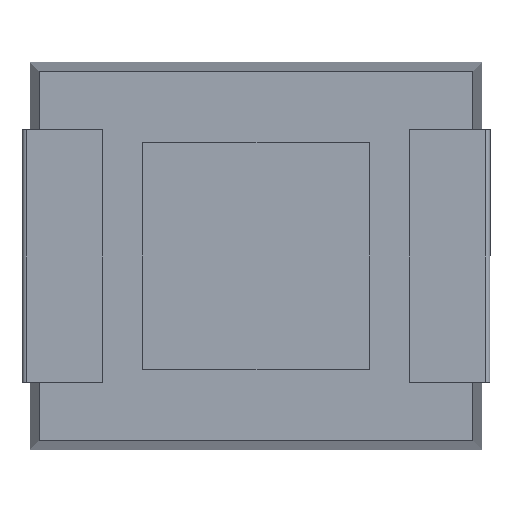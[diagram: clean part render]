
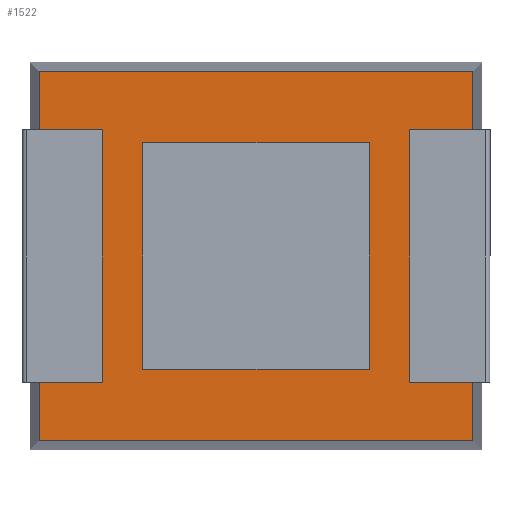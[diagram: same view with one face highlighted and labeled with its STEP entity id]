
A CAD part, front view. The second image highlights one B-rep face of the part: STEP entity #1522.
In plain terms, the highlighted planar face has unit normal (0, -1, 0).
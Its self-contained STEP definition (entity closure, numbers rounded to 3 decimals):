
#9 = CARTESIAN_POINT ( 'NONE',  ( -0.551, 2.141, 6.475 ) ) ;
#23 = CARTESIAN_POINT ( 'NONE',  ( 1.126, 2.141, 5.165 ) ) ;
#85 = DIRECTION ( 'NONE',  ( 1., 0., 0. ) ) ;
#94 = DIRECTION ( 'NONE',  ( 0., 0., -1. ) ) ;
#114 = PLANE ( 'NONE',  #996 ) ;
#118 = LINE ( 'NONE', #9, #373 ) ;
#127 = ORIENTED_EDGE ( 'NONE', *, *, #330, .F. ) ;
#131 = EDGE_CURVE ( 'NONE', #860, #1789, #1508, .T. ) ;
#180 = CARTESIAN_POINT ( 'NONE',  ( -0.704, 2.141, 6.475 ) ) ;
#192 = CARTESIAN_POINT ( 'NONE',  ( 4.806, 2.141, 5.165 ) ) ;
#222 = ORIENTED_EDGE ( 'NONE', *, *, #257, .F. ) ;
#257 = EDGE_CURVE ( 'NONE', #1382, #743, #118, .T. ) ;
#259 = LINE ( 'NONE', #1626, #1891 ) ;
#268 = ORIENTED_EDGE ( 'NONE', *, *, #131, .F. ) ;
#294 = DIRECTION ( 'NONE',  ( 0., 0., -1. ) ) ;
#330 = EDGE_CURVE ( 'NONE', #1789, #1554, #259, .T. ) ;
#360 = VERTEX_POINT ( 'NONE', #1180 ) ;
#362 = ORIENTED_EDGE ( 'NONE', *, *, #820, .F. ) ;
#373 = VECTOR ( 'NONE', #800, 1000. ) ;
#427 = FACE_BOUND ( 'NONE', #690, .T. ) ;
#432 = EDGE_CURVE ( 'NONE', #1554, #748, #552, .T. ) ;
#452 = CARTESIAN_POINT ( 'NONE',  ( 6.483, 2.141, 0.328 ) ) ;
#486 = EDGE_CURVE ( 'NONE', #743, #360, #1257, .T. ) ;
#497 = CARTESIAN_POINT ( 'NONE',  ( -0.551, 2.141, 6.322 ) ) ;
#536 = VECTOR ( 'NONE', #1708, 1000. ) ;
#552 = LINE ( 'NONE', #1662, #1748 ) ;
#576 = DIRECTION ( 'NONE',  ( 0., 0., 1. ) ) ;
#654 = VECTOR ( 'NONE', #576, 1000. ) ;
#690 = EDGE_LOOP ( 'NONE', ( #127, #268, #1652, #888 ) ) ;
#697 = VECTOR ( 'NONE', #94, 1000. ) ;
#717 = CARTESIAN_POINT ( 'NONE',  ( -0.551, 2.141, 0.328 ) ) ;
#743 = VERTEX_POINT ( 'NONE', #497 ) ;
#748 = VERTEX_POINT ( 'NONE', #1456 ) ;
#800 = DIRECTION ( 'NONE',  ( 0., 0., 1. ) ) ;
#808 = EDGE_CURVE ( 'NONE', #748, #860, #1481, .T. ) ;
#820 = EDGE_CURVE ( 'NONE', #360, #1555, #1179, .T. ) ;
#859 = LINE ( 'NONE', #1727, #536 ) ;
#860 = VERTEX_POINT ( 'NONE', #1163 ) ;
#872 = VECTOR ( 'NONE', #924, 1000. ) ;
#888 = ORIENTED_EDGE ( 'NONE', *, *, #432, .F. ) ;
#924 = DIRECTION ( 'NONE',  ( 1., 0., 0. ) ) ;
#928 = DIRECTION ( 'NONE',  ( 0., -1., 0. ) ) ;
#980 = ORIENTED_EDGE ( 'NONE', *, *, #1324, .F. ) ;
#996 = AXIS2_PLACEMENT_3D ( 'NONE', #180, #928, #1641 ) ;
#1027 = CARTESIAN_POINT ( 'NONE',  ( 4.806, 2.141, 5.165 ) ) ;
#1120 = ORIENTED_EDGE ( 'NONE', *, *, #486, .F. ) ;
#1163 = CARTESIAN_POINT ( 'NONE',  ( 4.806, 2.141, 1.485 ) ) ;
#1173 = EDGE_LOOP ( 'NONE', ( #222, #980, #362, #1120 ) ) ;
#1179 = LINE ( 'NONE', #1726, #697 ) ;
#1180 = CARTESIAN_POINT ( 'NONE',  ( 6.483, 2.141, 6.322 ) ) ;
#1189 = DIRECTION ( 'NONE',  ( -1., 0., 0. ) ) ;
#1257 = LINE ( 'NONE', #1658, #872 ) ;
#1324 = EDGE_CURVE ( 'NONE', #1555, #1382, #859, .T. ) ;
#1382 = VERTEX_POINT ( 'NONE', #717 ) ;
#1416 = VECTOR ( 'NONE', #85, 1000. ) ;
#1449 = CARTESIAN_POINT ( 'NONE',  ( 1.126, 2.141, 1.485 ) ) ;
#1456 = CARTESIAN_POINT ( 'NONE',  ( 1.126, 2.141, 1.485 ) ) ;
#1481 = LINE ( 'NONE', #1449, #1416 ) ;
#1508 = LINE ( 'NONE', #1027, #654 ) ;
#1522 = ADVANCED_FACE ( 'NONE', ( #1669, #427 ), #114, .T. ) ;
#1554 = VERTEX_POINT ( 'NONE', #23 ) ;
#1555 = VERTEX_POINT ( 'NONE', #452 ) ;
#1626 = CARTESIAN_POINT ( 'NONE',  ( 1.126, 2.141, 5.165 ) ) ;
#1641 = DIRECTION ( 'NONE',  ( 0., 0., -1. ) ) ;
#1652 = ORIENTED_EDGE ( 'NONE', *, *, #808, .F. ) ;
#1658 = CARTESIAN_POINT ( 'NONE',  ( -0.704, 2.141, 6.322 ) ) ;
#1662 = CARTESIAN_POINT ( 'NONE',  ( 1.126, 2.141, 5.165 ) ) ;
#1669 = FACE_OUTER_BOUND ( 'NONE', #1173, .T. ) ;
#1708 = DIRECTION ( 'NONE',  ( -1., 0., 0. ) ) ;
#1726 = CARTESIAN_POINT ( 'NONE',  ( 6.483, 2.141, 6.475 ) ) ;
#1727 = CARTESIAN_POINT ( 'NONE',  ( -0.704, 2.141, 0.328 ) ) ;
#1748 = VECTOR ( 'NONE', #294, 1000. ) ;
#1789 = VERTEX_POINT ( 'NONE', #192 ) ;
#1891 = VECTOR ( 'NONE', #1189, 1000. ) ;
